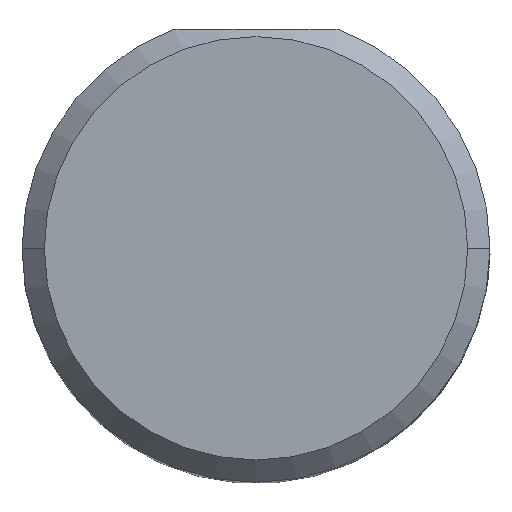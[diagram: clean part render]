
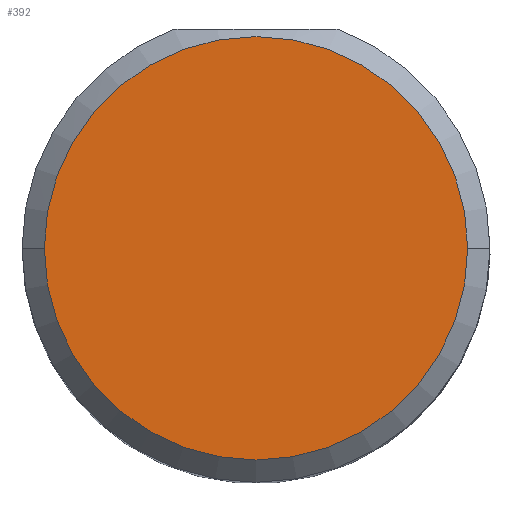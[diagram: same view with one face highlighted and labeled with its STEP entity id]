
A CAD part, top view. The second image highlights one B-rep face of the part: STEP entity #392.
In plain terms, the highlighted planar face has unit normal (0, 0, 1).
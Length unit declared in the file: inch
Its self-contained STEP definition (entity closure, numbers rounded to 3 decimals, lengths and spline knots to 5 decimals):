
#19 = CARTESIAN_POINT ( 'NONE',  ( -0.14248, 0., 2.48032 ) ) ;
#37 = DIRECTION ( 'NONE',  ( 1., 0., 0. ) ) ;
#82 = DIRECTION ( 'NONE',  ( 1., 0., 0. ) ) ;
#95 = PLANE ( 'NONE',  #470 ) ;
#111 = DIRECTION ( 'NONE',  ( 1., 0., 0. ) ) ;
#158 = EDGE_LOOP ( 'NONE', ( #245, #369 ) ) ;
#181 = AXIS2_PLACEMENT_3D ( 'NONE', #484, #274, #111 ) ;
#222 = VERTEX_POINT ( 'NONE', #278 ) ;
#238 = CARTESIAN_POINT ( 'NONE',  ( 0., 0., 2.48032 ) ) ;
#245 = ORIENTED_EDGE ( 'NONE', *, *, #285, .T. ) ;
#247 = CARTESIAN_POINT ( 'NONE',  ( 0., 0., 2.48032 ) ) ;
#260 = EDGE_CURVE ( 'NONE', #222, #423, #281, .T. ) ;
#274 = DIRECTION ( 'NONE',  ( 0., 0., 1. ) ) ;
#278 = CARTESIAN_POINT ( 'NONE',  ( 0.14248, 0., 2.48032 ) ) ;
#280 = FACE_OUTER_BOUND ( 'NONE', #158, .T. ) ;
#281 = CIRCLE ( 'NONE', #524, 0.14248 ) ;
#285 = EDGE_CURVE ( 'NONE', #423, #222, #335, .T. ) ;
#335 = CIRCLE ( 'NONE', #181, 0.14248 ) ;
#369 = ORIENTED_EDGE ( 'NONE', *, *, #260, .T. ) ;
#392 = ADVANCED_FACE ( 'NONE', ( #280 ), #95, .T. ) ;
#395 = DIRECTION ( 'NONE',  ( 0., 0., 1. ) ) ;
#423 = VERTEX_POINT ( 'NONE', #19 ) ;
#470 = AXIS2_PLACEMENT_3D ( 'NONE', #247, #488, #82 ) ;
#484 = CARTESIAN_POINT ( 'NONE',  ( 0., 0., 2.48032 ) ) ;
#488 = DIRECTION ( 'NONE',  ( 0., 0., 1. ) ) ;
#524 = AXIS2_PLACEMENT_3D ( 'NONE', #238, #395, #37 ) ;
